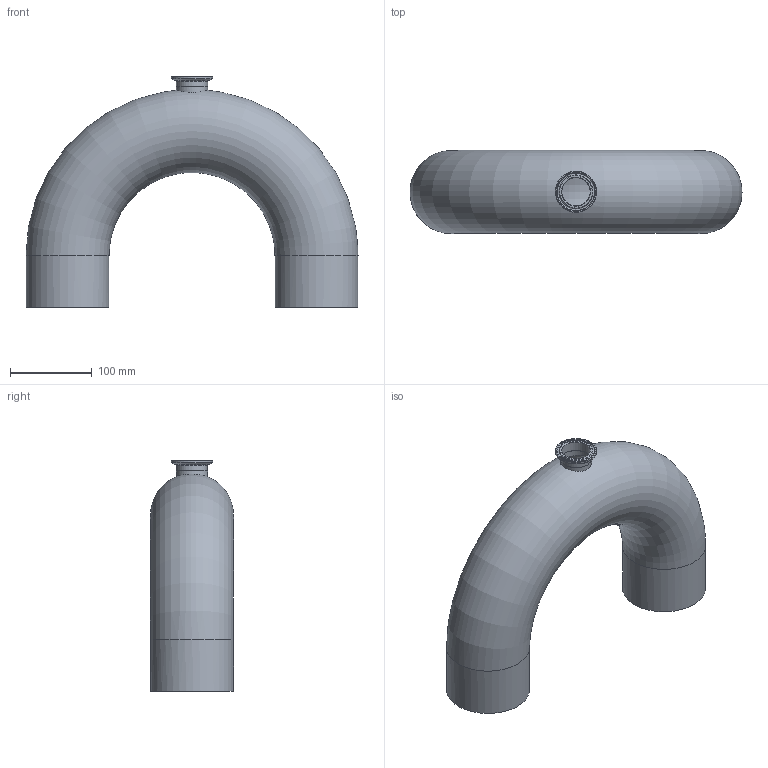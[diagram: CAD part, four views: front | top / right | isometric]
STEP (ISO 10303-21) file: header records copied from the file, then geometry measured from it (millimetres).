
FILE_DESCRIPTION(/* description */ (''),/* implementation_level */ '2;1');
FILE_NAME(/* name */ 'S2UBWWK-4X15.stp',/* time_stamp */ '2018-11-26T15:58:56-05:00',/* author */ ('rick'),/* organization */ (''),/* preprocessor_version */ 'ST-DEVELOPER v15.2',/* originating_system */ 'Autodesk Inventor 2014',/* authorisation */ '');
FILE_SCHEMA (('AUTOMOTIVE_DESIGN { 1 0 10303 214 3 1 1 }'));
Length unit declared in the file: inch
Products named in the file (1): S2UBWWK-4X15
Bounding box: 406.4 x 101.6 x 282.57 mm (x, y, z)
Volume: 403301.2 mm3; surface area: 384285.3 mm2
Topology: 1 solids, 1 shells, 444 faces, 1191 edges, 791 vertices
Faces by surface type: plane 201, bspline 182, cylinder 47, torus 11, cone 3
Full cylindrical faces by diameter (mm): 34.798 x2, 38.1 x2, 50.394 x1, 97.384 x2, 101.6 x2
Entity records: 16987 total; most frequent: CARTESIAN_POINT 6905, ORIENTED_EDGE 2322, DIRECTION 1599, EDGE_CURVE 1161, VERTEX_POINT 784, AXIS2_PLACEMENT_3D 541, LINE 517, VECTOR 517
